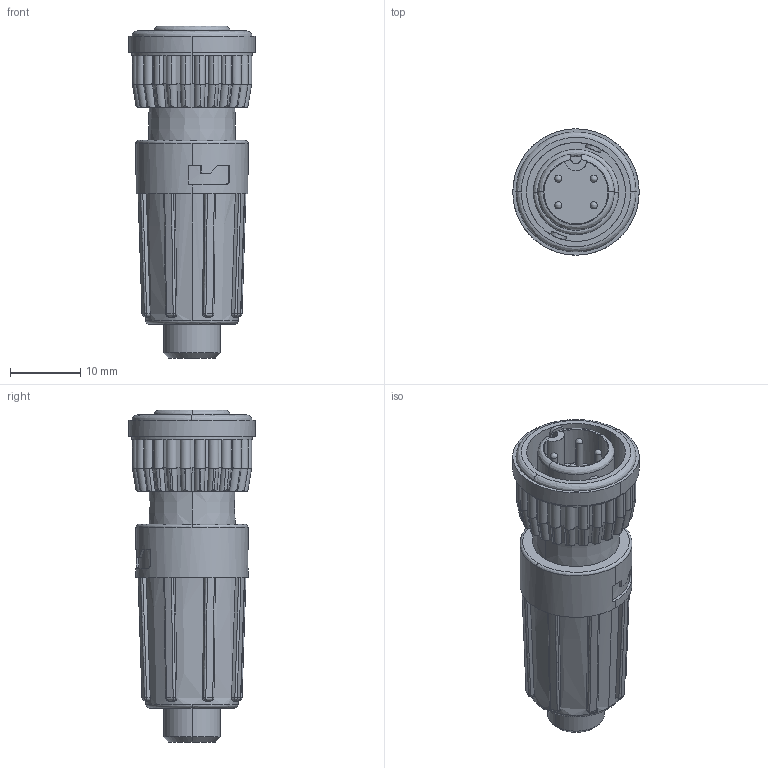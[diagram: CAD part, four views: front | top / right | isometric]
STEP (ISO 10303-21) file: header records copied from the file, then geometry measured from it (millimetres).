
FILE_DESCRIPTION (( 'STEP AP203' ), '1' );
FILE_NAME ('6282-4PG-519.STEP', '2017-01-09T15:46:17', ( '' ), ( '' ), 'SwSTEP 2.0', 'SolidWorks 2014', '' );
FILE_SCHEMA (( 'CONFIG_CONTROL_DESIGN' ));
Length unit declared in the file: inch
Products named in the file (2): 6282-4PG-519
Bounding box: 18.03 x 18.03 x 47.4 mm (x, y, z)
Volume: 6871.1 mm3; surface area: 3864.5 mm2
Topology: 1 solids, 1 shells, 404 faces, 1133 edges, 720 vertices
Faces by surface type: cylinder 203, bspline 103, plane 92, cone 6
Entity records: 22009 total; most frequent: CARTESIAN_POINT 13356, ORIENTED_EDGE 2218, DIRECTION 1118, EDGE_CURVE 1109, VERTEX_POINT 720, B_SPLINE_CURVE_WITH_KNOTS 637, EDGE_LOOP 417, AXIS2_PLACEMENT_3D 405
